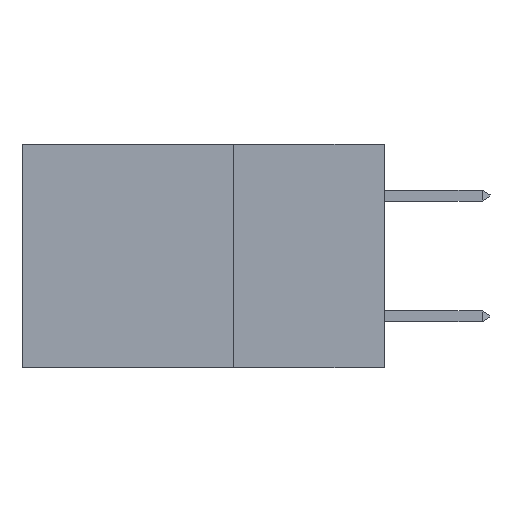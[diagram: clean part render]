
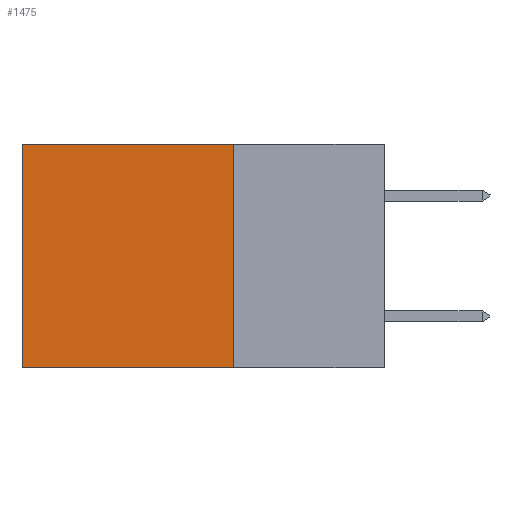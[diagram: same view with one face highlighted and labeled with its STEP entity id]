
A CAD part, left-side view. The second image highlights one B-rep face of the part: STEP entity #1475.
In plain terms, the highlighted planar face has unit normal (-1, 0, 0).
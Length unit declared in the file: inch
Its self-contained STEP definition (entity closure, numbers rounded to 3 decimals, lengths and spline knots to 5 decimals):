
#150 = DIRECTION ( 'NONE',  ( 0., 0., -1. ) ) ;
#719 = VERTEX_POINT ( 'NONE', #7403 ) ;
#1475 = ADVANCED_FACE ( 'NONE', ( #9428 ), #5480, .F. ) ;
#1748 = VECTOR ( 'NONE', #150, 39.37008 ) ;
#1994 = CARTESIAN_POINT ( 'NONE',  ( 0.2875, 0.25, 0. ) ) ;
#2931 = CARTESIAN_POINT ( 'NONE',  ( 0.2875, 0.6, 0. ) ) ;
#2983 = CARTESIAN_POINT ( 'NONE',  ( 0.2875, 0.25, -0.37 ) ) ;
#3091 = LINE ( 'NONE', #10021, #12569 ) ;
#3097 = CARTESIAN_POINT ( 'NONE',  ( 0.2875, 0.25, 0. ) ) ;
#3597 = EDGE_CURVE ( 'NONE', #12636, #10842, #11489, .T. ) ;
#3998 = DIRECTION ( 'NONE',  ( 0., 1., 0. ) ) ;
#4224 = LINE ( 'NONE', #2983, #11726 ) ;
#4690 = ORIENTED_EDGE ( 'NONE', *, *, #7738, .F. ) ;
#4733 = EDGE_LOOP ( 'NONE', ( #4988, #4690, #11027, #10434 ) ) ;
#4988 = ORIENTED_EDGE ( 'NONE', *, *, #11276, .T. ) ;
#5480 = PLANE ( 'NONE',  #9448 ) ;
#5876 = CARTESIAN_POINT ( 'NONE',  ( 0.2875, 0.25, -0.37 ) ) ;
#6358 = CARTESIAN_POINT ( 'NONE',  ( 0.2875, 0.25, 0. ) ) ;
#7082 = LINE ( 'NONE', #12183, #1748 ) ;
#7403 = CARTESIAN_POINT ( 'NONE',  ( 0.2875, 0.6, -0.37 ) ) ;
#7738 = EDGE_CURVE ( 'NONE', #10842, #719, #4224, .T. ) ;
#8668 = EDGE_CURVE ( 'NONE', #12636, #10274, #3091, .T. ) ;
#9428 = FACE_OUTER_BOUND ( 'NONE', #4733, .T. ) ;
#9448 = AXIS2_PLACEMENT_3D ( 'NONE', #3097, #12452, #11567 ) ;
#10021 = CARTESIAN_POINT ( 'NONE',  ( 0.2875, 0.25, 0. ) ) ;
#10274 = VERTEX_POINT ( 'NONE', #2931 ) ;
#10434 = ORIENTED_EDGE ( 'NONE', *, *, #8668, .T. ) ;
#10842 = VERTEX_POINT ( 'NONE', #5876 ) ;
#10907 = VECTOR ( 'NONE', #11025, 39.37008 ) ;
#10983 = DIRECTION ( 'NONE',  ( 0., 1., 0. ) ) ;
#11025 = DIRECTION ( 'NONE',  ( 0., 0., -1. ) ) ;
#11027 = ORIENTED_EDGE ( 'NONE', *, *, #3597, .F. ) ;
#11276 = EDGE_CURVE ( 'NONE', #10274, #719, #7082, .T. ) ;
#11489 = LINE ( 'NONE', #1994, #10907 ) ;
#11567 = DIRECTION ( 'NONE',  ( 0., 0., -1. ) ) ;
#11726 = VECTOR ( 'NONE', #3998, 39.37008 ) ;
#12183 = CARTESIAN_POINT ( 'NONE',  ( 0.2875, 0.6, 0. ) ) ;
#12452 = DIRECTION ( 'NONE',  ( 1., 0., 0. ) ) ;
#12569 = VECTOR ( 'NONE', #10983, 39.37008 ) ;
#12636 = VERTEX_POINT ( 'NONE', #6358 ) ;
